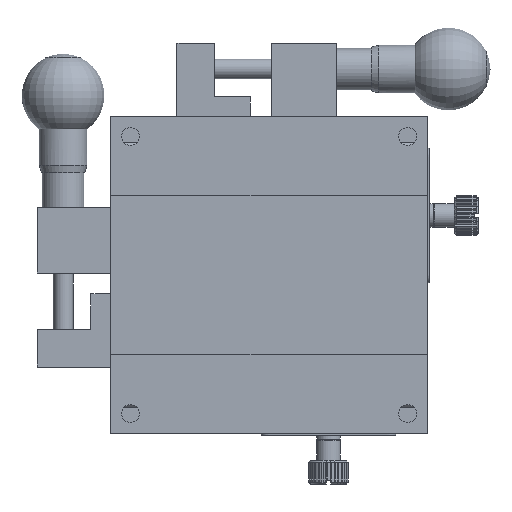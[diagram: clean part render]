
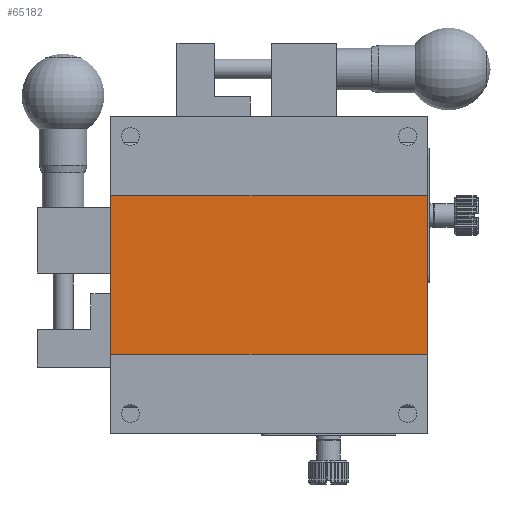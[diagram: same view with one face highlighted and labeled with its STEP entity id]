
A CAD part, front view. The second image highlights one B-rep face of the part: STEP entity #65182.
In plain terms, the highlighted planar face has unit normal (0, -1, 0).
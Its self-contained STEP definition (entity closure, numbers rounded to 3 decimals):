
#290 = LINE ( 'NONE', #58118, #162271 ) ;
#4804 = VECTOR ( 'NONE', #67720, 1000. ) ;
#7933 = CARTESIAN_POINT ( 'NONE',  ( 80., -39.8, -20. ) ) ;
#8677 = CARTESIAN_POINT ( 'NONE',  ( 80., -39.8, -60. ) ) ;
#9311 = EDGE_CURVE ( 'NONE', #32821, #108283, #290, .T. ) ;
#16542 = EDGE_CURVE ( 'NONE', #127641, #32821, #55376, .T. ) ;
#26498 = ORIENTED_EDGE ( 'NONE', *, *, #16542, .T. ) ;
#28748 = DIRECTION ( 'NONE',  ( 0., 0., -1. ) ) ;
#32821 = VERTEX_POINT ( 'NONE', #8677 ) ;
#34335 = ORIENTED_EDGE ( 'NONE', *, *, #63246, .T. ) ;
#35541 = EDGE_LOOP ( 'NONE', ( #34335, #26498, #58705, #160010 ) ) ;
#38352 = CARTESIAN_POINT ( 'NONE',  ( 0., -39.8, -60. ) ) ;
#42771 = VERTEX_POINT ( 'NONE', #88090 ) ;
#55323 = CARTESIAN_POINT ( 'NONE',  ( 0., -39.8, -20. ) ) ;
#55376 = LINE ( 'NONE', #38352, #92465 ) ;
#57191 = CARTESIAN_POINT ( 'NONE',  ( 0., -39.8, -20. ) ) ;
#58118 = CARTESIAN_POINT ( 'NONE',  ( 80., -39.8, -20. ) ) ;
#58705 = ORIENTED_EDGE ( 'NONE', *, *, #9311, .T. ) ;
#63246 = EDGE_CURVE ( 'NONE', #42771, #127641, #170121, .T. ) ;
#65182 = ADVANCED_FACE ( 'NONE', ( #130229 ), #185373, .T. ) ;
#67720 = DIRECTION ( 'NONE',  ( -1., 0., 0. ) ) ;
#74801 = VECTOR ( 'NONE', #28748, 1000. ) ;
#76922 = DIRECTION ( 'NONE',  ( -1., 0., 0. ) ) ;
#81912 = LINE ( 'NONE', #139845, #4804 ) ;
#85232 = CARTESIAN_POINT ( 'NONE',  ( 0., -39.8, -60. ) ) ;
#88090 = CARTESIAN_POINT ( 'NONE',  ( 0., -39.8, -20. ) ) ;
#92465 = VECTOR ( 'NONE', #112240, 1000. ) ;
#108283 = VERTEX_POINT ( 'NONE', #7933 ) ;
#111346 = AXIS2_PLACEMENT_3D ( 'NONE', #55323, #118771, #76922 ) ;
#112240 = DIRECTION ( 'NONE',  ( 1., 0., 0. ) ) ;
#115903 = DIRECTION ( 'NONE',  ( 0., 0., 1. ) ) ;
#118771 = DIRECTION ( 'NONE',  ( 0., -1., 0. ) ) ;
#122168 = EDGE_CURVE ( 'NONE', #108283, #42771, #81912, .T. ) ;
#127641 = VERTEX_POINT ( 'NONE', #85232 ) ;
#130229 = FACE_OUTER_BOUND ( 'NONE', #35541, .T. ) ;
#139845 = CARTESIAN_POINT ( 'NONE',  ( 0., -39.8, -20. ) ) ;
#160010 = ORIENTED_EDGE ( 'NONE', *, *, #122168, .T. ) ;
#162271 = VECTOR ( 'NONE', #115903, 1000. ) ;
#170121 = LINE ( 'NONE', #57191, #74801 ) ;
#185373 = PLANE ( 'NONE',  #111346 ) ;
